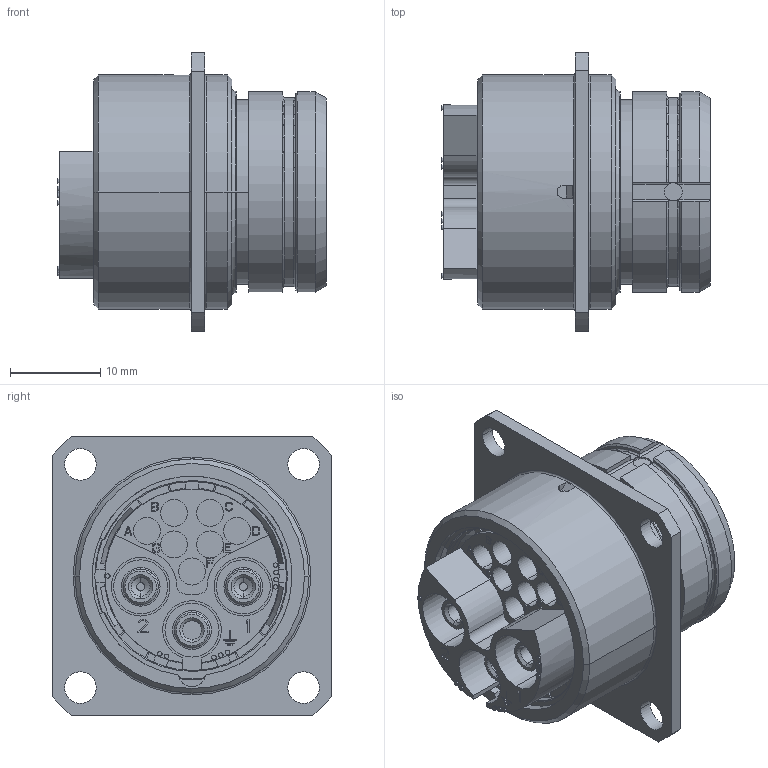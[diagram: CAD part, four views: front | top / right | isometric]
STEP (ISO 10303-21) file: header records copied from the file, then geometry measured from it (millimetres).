
FILE_DESCRIPTION((''),'2;1');
FILE_NAME('1331E410AFS','2024-08-22T15:53:52',('paultorloting'),('NET AG system integration'),'CREO PARAMETRIC BY PTC INC, 2021404','CREO PARAMETRIC BY PTC INC, 2021404','');
FILE_SCHEMA(('AUTOMOTIVE_DESIGN { 1 0 10303 214 1 1 1 1 }'));
Length unit declared in the file: millimetre
Products named in the file (1): 1331E410AFS
Bounding box: 29.8 x 31 x 31 mm (x, y, z)
Volume: 10016.2 mm3; surface area: 10276.7 mm2
Topology: 1 solids, 1 shells, 1109 faces, 2930 edges, 1918 vertices
Faces by surface type: plane 739, cylinder 243, torus 70, cone 57
Entity records: 43534 total; most frequent: CARTESIAN_POINT 7842, ORIENTED_EDGE 5832, DIRECTION 5654, EDGE_CURVE 2916, VECTOR 2071, LINE 2071, VERTEX_POINT 1918, AXIS2_PLACEMENT_3D 1790
